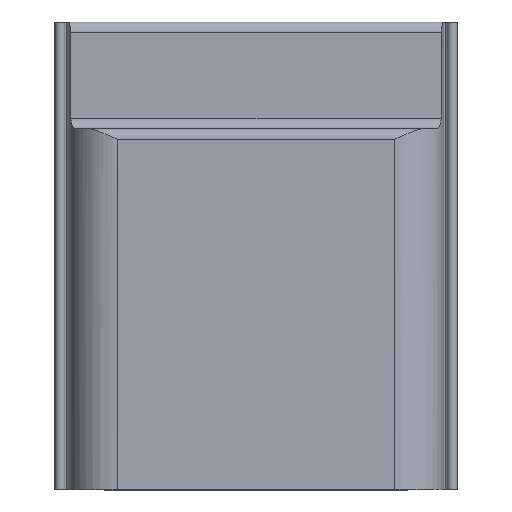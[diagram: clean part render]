
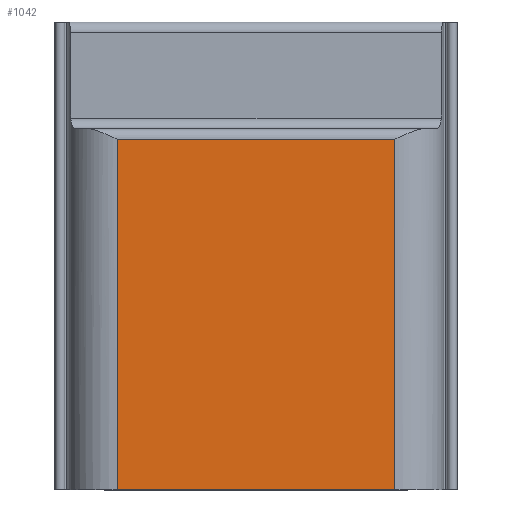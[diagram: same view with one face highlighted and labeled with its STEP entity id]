
A CAD part, top view. The second image highlights one B-rep face of the part: STEP entity #1042.
In plain terms, the highlighted planar face has unit normal (0, 0, 1).
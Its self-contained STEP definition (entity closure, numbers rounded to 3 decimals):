
#40 = DIRECTION ( 'NONE',  ( 1., 0., 0. ) ) ;
#46 = DIRECTION ( 'NONE',  ( -1., 0., 0. ) ) ;
#126 = DIRECTION ( 'NONE',  ( -1., 0., 0. ) ) ;
#131 = ORIENTED_EDGE ( 'NONE', *, *, #427, .T. ) ;
#206 = CARTESIAN_POINT ( 'NONE',  ( 8.45, 14.25, 8.3 ) ) ;
#217 = EDGE_CURVE ( 'NONE', #1215, #798, #557, .T. ) ;
#232 = LINE ( 'NONE', #1176, #893 ) ;
#280 = VECTOR ( 'NONE', #126, 1000. ) ;
#282 = EDGE_CURVE ( 'NONE', #1215, #925, #1150, .T. ) ;
#285 = EDGE_CURVE ( 'NONE', #470, #925, #232, .T. ) ;
#319 = DIRECTION ( 'NONE',  ( 0., -1., 0. ) ) ;
#393 = ORIENTED_EDGE ( 'NONE', *, *, #285, .T. ) ;
#400 = CARTESIAN_POINT ( 'NONE',  ( -8.45, 7.1, 8.3 ) ) ;
#402 = CARTESIAN_POINT ( 'NONE',  ( 8.45, 7.1, 8.3 ) ) ;
#420 = CARTESIAN_POINT ( 'NONE',  ( 8.45, -14.25, 8.3 ) ) ;
#427 = EDGE_CURVE ( 'NONE', #798, #470, #807, .T. ) ;
#442 = CARTESIAN_POINT ( 'NONE',  ( -8.45, 14.25, 8.3 ) ) ;
#463 = DIRECTION ( 'NONE',  ( 0., -1., 0. ) ) ;
#464 = VECTOR ( 'NONE', #463, 1000. ) ;
#470 = VERTEX_POINT ( 'NONE', #759 ) ;
#534 = ORIENTED_EDGE ( 'NONE', *, *, #217, .T. ) ;
#557 = LINE ( 'NONE', #1169, #280 ) ;
#625 = DIRECTION ( 'NONE',  ( 0., 0., -1. ) ) ;
#655 = VECTOR ( 'NONE', #319, 1000. ) ;
#658 = ORIENTED_EDGE ( 'NONE', *, *, #282, .F. ) ;
#748 = CARTESIAN_POINT ( 'NONE',  ( -8.45, 14.25, 8.3 ) ) ;
#759 = CARTESIAN_POINT ( 'NONE',  ( -8.45, -14.25, 8.3 ) ) ;
#798 = VERTEX_POINT ( 'NONE', #400 ) ;
#807 = LINE ( 'NONE', #748, #464 ) ;
#812 = PLANE ( 'NONE',  #1083 ) ;
#893 = VECTOR ( 'NONE', #40, 1000. ) ;
#925 = VERTEX_POINT ( 'NONE', #420 ) ;
#1042 = ADVANCED_FACE ( 'NONE', ( #1093 ), #812, .F. ) ;
#1083 = AXIS2_PLACEMENT_3D ( 'NONE', #442, #625, #46 ) ;
#1093 = FACE_OUTER_BOUND ( 'NONE', #1096, .T. ) ;
#1096 = EDGE_LOOP ( 'NONE', ( #658, #534, #131, #393 ) ) ;
#1150 = LINE ( 'NONE', #206, #655 ) ;
#1169 = CARTESIAN_POINT ( 'NONE',  ( 12.251, 7.1, 8.3 ) ) ;
#1176 = CARTESIAN_POINT ( 'NONE',  ( -8.45, -14.25, 8.3 ) ) ;
#1215 = VERTEX_POINT ( 'NONE', #402 ) ;
